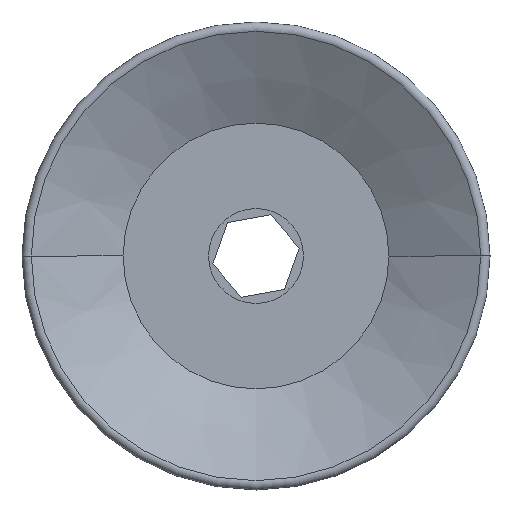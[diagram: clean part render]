
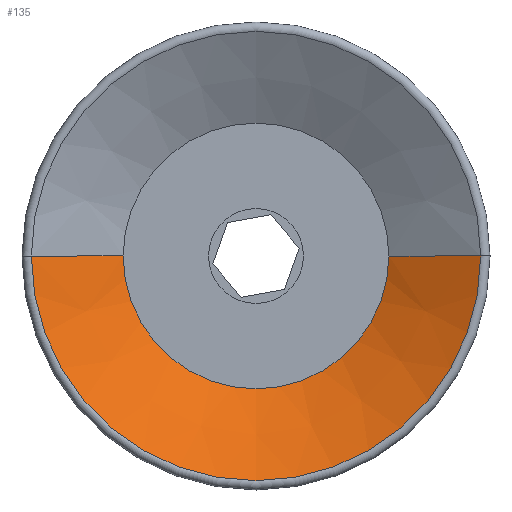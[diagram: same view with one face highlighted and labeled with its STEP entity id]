
A CAD part, front view. The second image highlights one B-rep face of the part: STEP entity #135.
In plain terms, the highlighted conical face has half-angle 61.52 degrees and reference radius 17.762 mm.
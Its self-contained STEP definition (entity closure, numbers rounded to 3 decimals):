
#135=ADVANCED_FACE('',(#359),#360,.F.);
#359=FACE_OUTER_BOUND('',#681,.T.);
#360=CONICAL_SURFACE('',#682,17.762,1.074);
#681=EDGE_LOOP('',(#4508,#4509,#4510,#4511));
#682=AXIS2_PLACEMENT_3D('',#4512,#4513,#4514);
#4508=ORIENTED_EDGE('',*,*,#5295,.T.);
#4509=ORIENTED_EDGE('',*,*,#5296,.T.);
#4510=ORIENTED_EDGE('',*,*,#5297,.F.);
#4511=ORIENTED_EDGE('',*,*,#5298,.F.);
#4512=CARTESIAN_POINT('',(0.,-15.139,0.0));
#4513=DIRECTION('',(0.,-1.0,0.0));
#4514=DIRECTION('',(1.0,0.,0.0));
#5295=EDGE_CURVE('',#5654,#5656,#5660,.T.);
#5296=EDGE_CURVE('',#5656,#5661,#5662,.T.);
#5297=EDGE_CURVE('',#5663,#5661,#5664,.T.);
#5298=EDGE_CURVE('',#5654,#5663,#5665,.T.);
#5654=VERTEX_POINT('',#6171);
#5656=VERTEX_POINT('',#6174);
#5660=CIRCLE('',#6179,10.5);
#5661=VERTEX_POINT('',#6180);
#5662=LINE('',#6181,#6182);
#5663=VERTEX_POINT('',#6183);
#5664=CIRCLE('',#6184,17.762);
#5665=LINE('',#6185,#6186);
#6171=CARTESIAN_POINT('',(10.5,-11.2,0.0));
#6174=CARTESIAN_POINT('',(-10.5,-11.2,0.));
#6179=AXIS2_PLACEMENT_3D('',#8208,#8209,#8210);
#6180=CARTESIAN_POINT('',(-17.762,-15.139,0.0));
#6181=CARTESIAN_POINT('',(-17.762,-15.139,0.));
#6182=VECTOR('',#8211,1000.0);
#6183=CARTESIAN_POINT('',(17.762,-15.139,0.));
#6184=AXIS2_PLACEMENT_3D('',#8212,#8213,#8214);
#6185=CARTESIAN_POINT('',(17.762,-15.139,0.0));
#6186=VECTOR('',#8215,1000.0);
#8208=CARTESIAN_POINT('',(0.,-11.2,0.0));
#8209=DIRECTION('',(0.,1.0,0.0));
#8210=DIRECTION('',(-1.0,0.,0.0));
#8211=DIRECTION('',(-0.879,-0.477,0.));
#8212=CARTESIAN_POINT('',(0.,-15.139,0.0));
#8213=DIRECTION('',(0.,1.0,0.0));
#8214=DIRECTION('',(-1.0,0.,0.0));
#8215=DIRECTION('',(0.879,-0.477,0.0));
